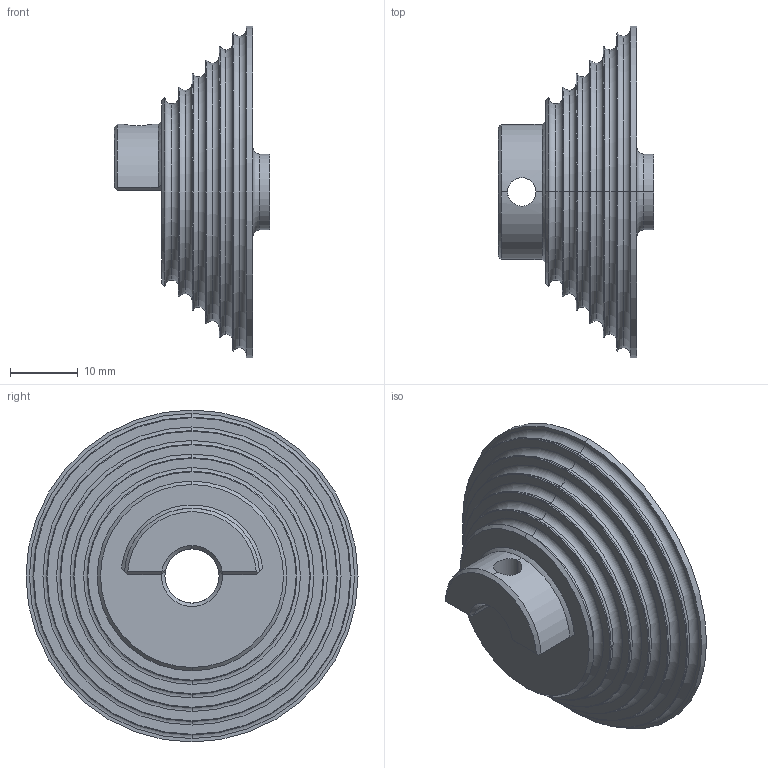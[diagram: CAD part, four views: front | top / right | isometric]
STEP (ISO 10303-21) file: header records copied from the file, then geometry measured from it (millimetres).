
FILE_DESCRIPTION (( 'STEP AP214' ), '1' );
FILE_NAME ('2-RoueConique.STEP', '2022-08-15T18:54:35', ( '' ), ( '' ), 'SwSTEP 2.0', 'SolidWorks 2019', '' );
FILE_SCHEMA (( 'AUTOMOTIVE_DESIGN' ));
Length unit declared in the file: millimetre
Products named in the file (1): 2-RoueConique
Bounding box: 23 x 49 x 49 mm (x, y, z)
Volume: 15374.3 mm3; surface area: 6271.6 mm2
Topology: 1 solids, 1 shells, 77 faces, 171 edges, 101 vertices
Faces by surface type: torus 36, plane 20, cylinder 10, cone 9, bspline 2
Entity records: 3513 total; most frequent: CARTESIAN_POINT 1705, DIRECTION 412, ORIENTED_EDGE 342, AXIS2_PLACEMENT_3D 187, EDGE_CURVE 171, CIRCLE 111, VERTEX_POINT 101, EDGE_LOOP 86
